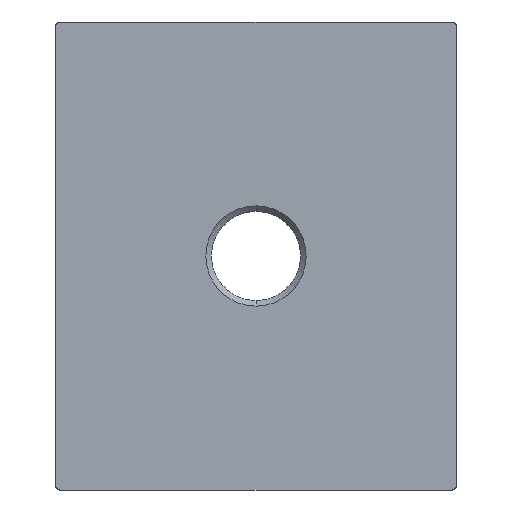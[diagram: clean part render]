
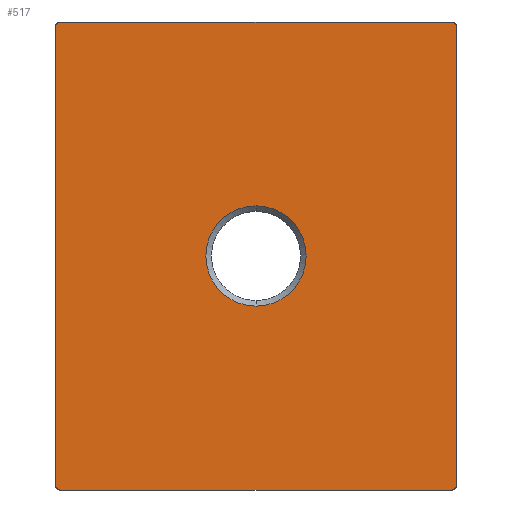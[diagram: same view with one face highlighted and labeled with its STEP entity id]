
A CAD part, front view. The second image highlights one B-rep face of the part: STEP entity #517.
In plain terms, the highlighted planar face has unit normal (0, -1, 0).
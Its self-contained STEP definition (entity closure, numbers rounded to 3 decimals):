
#11 = EDGE_LOOP ( 'NONE', ( #264, #265, #266, #267, #268, #269, #270, #234 ) ) ;
#15 = EDGE_LOOP ( 'NONE', ( #262, #263 ) ) ;
#26 = CIRCLE ( 'NONE', #189, 2.25 ) ;
#32 = LINE ( 'NONE', #293, #33 ) ;
#33 = VECTOR ( 'NONE', #311, 1000. ) ;
#45 = LINE ( 'NONE', #283, #526 ) ;
#102 = LINE ( 'NONE', #385, #113 ) ;
#113 = VECTOR ( 'NONE', #321, 1000. ) ;
#114 = CIRCLE ( 'NONE', #179, 0.2 ) ;
#142 = EDGE_CURVE ( 'NONE', #414, #421, #102, .T. ) ;
#144 = EDGE_CURVE ( 'NONE', #416, #383, #114, .T. ) ;
#149 = EDGE_CURVE ( 'NONE', #401, #411, #492, .T. ) ;
#157 = EDGE_CURVE ( 'NONE', #397, #489, #498, .T. ) ;
#158 = AXIS2_PLACEMENT_3D ( 'NONE', #398, #347, #346 ) ;
#175 = EDGE_CURVE ( 'NONE', #411, #401, #26, .T. ) ;
#177 = AXIS2_PLACEMENT_3D ( 'NONE', #490, #393, #394 ) ;
#179 = AXIS2_PLACEMENT_3D ( 'NONE', #410, #408, #392 ) ;
#181 = EDGE_CURVE ( 'NONE', #380, #383, #32, .T. ) ;
#189 = AXIS2_PLACEMENT_3D ( 'NONE', #295, #348, #308 ) ;
#196 = AXIS2_PLACEMENT_3D ( 'NONE', #412, #366, #367 ) ;
#198 = EDGE_CURVE ( 'NONE', #397, #396, #45, .T. ) ;
#199 = EDGE_CURVE ( 'NONE', #416, #489, #527, .T. ) ;
#203 = AXIS2_PLACEMENT_3D ( 'NONE', #476, #474, #480 ) ;
#206 = EDGE_CURVE ( 'NONE', #380, #421, #536, .T. ) ;
#207 = AXIS2_PLACEMENT_3D ( 'NONE', #427, #447, #273 ) ;
#211 = EDGE_CURVE ( 'NONE', #414, #396, #539, .T. ) ;
#234 = ORIENTED_EDGE ( 'NONE', *, *, #211, .T. ) ;
#256 = FACE_BOUND ( 'NONE', #15, .T. ) ;
#257 = FACE_OUTER_BOUND ( 'NONE', #11, .T. ) ;
#262 = ORIENTED_EDGE ( 'NONE', *, *, #149, .T. ) ;
#263 = ORIENTED_EDGE ( 'NONE', *, *, #175, .T. ) ;
#264 = ORIENTED_EDGE ( 'NONE', *, *, #198, .F. ) ;
#265 = ORIENTED_EDGE ( 'NONE', *, *, #157, .T. ) ;
#266 = ORIENTED_EDGE ( 'NONE', *, *, #199, .F. ) ;
#267 = ORIENTED_EDGE ( 'NONE', *, *, #144, .T. ) ;
#268 = ORIENTED_EDGE ( 'NONE', *, *, #181, .F. ) ;
#269 = ORIENTED_EDGE ( 'NONE', *, *, #206, .T. ) ;
#270 = ORIENTED_EDGE ( 'NONE', *, *, #142, .F. ) ;
#273 = DIRECTION ( 'NONE',  ( 0., 0., 1. ) ) ;
#280 = DIRECTION ( 'NONE',  ( 0., 0., 1. ) ) ;
#281 = CARTESIAN_POINT ( 'NONE',  ( -18., -2., -21. ) ) ;
#282 = DIRECTION ( 'NONE',  ( 1., 0., 0. ) ) ;
#283 = CARTESIAN_POINT ( 'NONE',  ( -18., -2., 0. ) ) ;
#293 = CARTESIAN_POINT ( 'NONE',  ( -18., -2., -21. ) ) ;
#295 = CARTESIAN_POINT ( 'NONE',  ( -9., -2., -10.5 ) ) ;
#308 = DIRECTION ( 'NONE',  ( 0., 0., 1. ) ) ;
#311 = DIRECTION ( 'NONE',  ( -1., 0., 0. ) ) ;
#321 = DIRECTION ( 'NONE',  ( 0., 0., -1. ) ) ;
#328 = CARTESIAN_POINT ( 'NONE',  ( -18., -2., -0.2 ) ) ;
#334 = CARTESIAN_POINT ( 'NONE',  ( 0., -2., -20.8 ) ) ;
#346 = DIRECTION ( 'NONE',  ( 0., 0., 1. ) ) ;
#347 = DIRECTION ( 'NONE',  ( 0., -1., 0. ) ) ;
#348 = DIRECTION ( 'NONE',  ( 0., 1., 0. ) ) ;
#366 = DIRECTION ( 'NONE',  ( 0., 1., 0. ) ) ;
#367 = DIRECTION ( 'NONE',  ( 0., 0., 1. ) ) ;
#376 = PLANE ( 'NONE',  #196 ) ;
#380 = VERTEX_POINT ( 'NONE', #484 ) ;
#383 = VERTEX_POINT ( 'NONE', #449 ) ;
#385 = CARTESIAN_POINT ( 'NONE',  ( 0., -2., -21. ) ) ;
#392 = DIRECTION ( 'NONE',  ( 0., 0., 1. ) ) ;
#393 = DIRECTION ( 'NONE',  ( 0., 1., 0. ) ) ;
#394 = DIRECTION ( 'NONE',  ( 0., 0., 1. ) ) ;
#396 = VERTEX_POINT ( 'NONE', #448 ) ;
#397 = VERTEX_POINT ( 'NONE', #442 ) ;
#398 = CARTESIAN_POINT ( 'NONE',  ( -17.8, -2., -0.2 ) ) ;
#401 = VERTEX_POINT ( 'NONE', #479 ) ;
#408 = DIRECTION ( 'NONE',  ( 0., -1., 0. ) ) ;
#410 = CARTESIAN_POINT ( 'NONE',  ( -17.8, -2., -20.8 ) ) ;
#411 = VERTEX_POINT ( 'NONE', #470 ) ;
#412 = CARTESIAN_POINT ( 'NONE',  ( -18., -2., 0. ) ) ;
#414 = VERTEX_POINT ( 'NONE', #456 ) ;
#416 = VERTEX_POINT ( 'NONE', #465 ) ;
#421 = VERTEX_POINT ( 'NONE', #334 ) ;
#427 = CARTESIAN_POINT ( 'NONE',  ( -0.2, -2., -20.8 ) ) ;
#442 = CARTESIAN_POINT ( 'NONE',  ( -17.8, -2., 0. ) ) ;
#447 = DIRECTION ( 'NONE',  ( 0., -1., 0. ) ) ;
#448 = CARTESIAN_POINT ( 'NONE',  ( -0.2, -2., 0. ) ) ;
#449 = CARTESIAN_POINT ( 'NONE',  ( -17.8, -2., -21. ) ) ;
#456 = CARTESIAN_POINT ( 'NONE',  ( 0., -2., -0.2 ) ) ;
#465 = CARTESIAN_POINT ( 'NONE',  ( -18., -2., -20.8 ) ) ;
#470 = CARTESIAN_POINT ( 'NONE',  ( -9., -2., -8.25 ) ) ;
#474 = DIRECTION ( 'NONE',  ( 0., -1., 0. ) ) ;
#476 = CARTESIAN_POINT ( 'NONE',  ( -0.2, -2., -0.2 ) ) ;
#479 = CARTESIAN_POINT ( 'NONE',  ( -9., -2., -12.75 ) ) ;
#480 = DIRECTION ( 'NONE',  ( 0., 0., 1. ) ) ;
#484 = CARTESIAN_POINT ( 'NONE',  ( -0.2, -2., -21. ) ) ;
#489 = VERTEX_POINT ( 'NONE', #328 ) ;
#490 = CARTESIAN_POINT ( 'NONE',  ( -9., -2., -10.5 ) ) ;
#492 = CIRCLE ( 'NONE', #177, 2.25 ) ;
#498 = CIRCLE ( 'NONE', #158, 0.2 ) ;
#517 = ADVANCED_FACE ( 'NONE', ( #256, #257 ), #376, .F. ) ;
#526 = VECTOR ( 'NONE', #282, 1000. ) ;
#527 = LINE ( 'NONE', #281, #528 ) ;
#528 = VECTOR ( 'NONE', #280, 1000. ) ;
#536 = CIRCLE ( 'NONE', #207, 0.2 ) ;
#539 = CIRCLE ( 'NONE', #203, 0.2 ) ;
